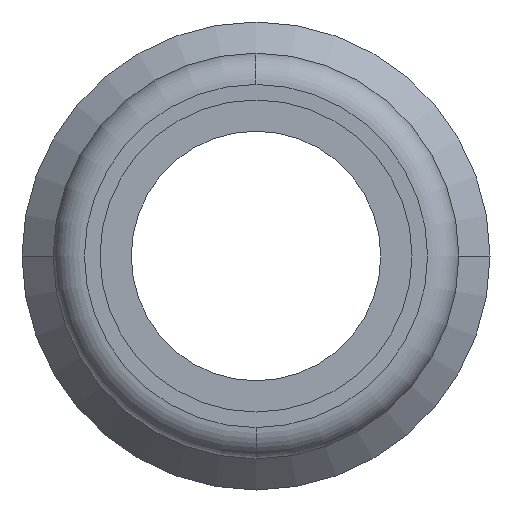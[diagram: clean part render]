
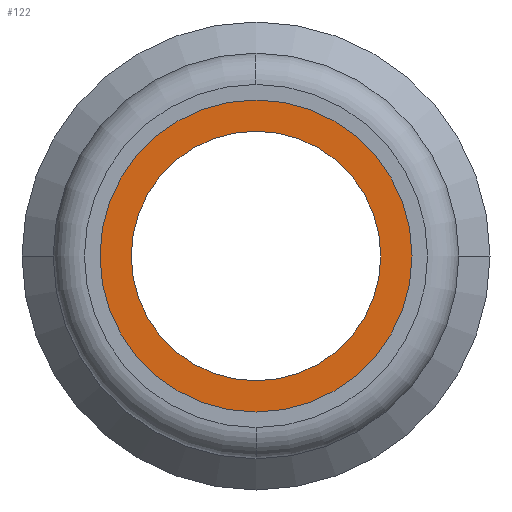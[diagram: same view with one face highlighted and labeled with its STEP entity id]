
A CAD part, front view. The second image highlights one B-rep face of the part: STEP entity #122.
In plain terms, the highlighted planar face has unit normal (0, -1, 0).
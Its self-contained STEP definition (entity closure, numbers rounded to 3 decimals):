
#122=ADVANCED_FACE('',(#273,#274),#275,.F.);
#273=FACE_OUTER_BOUND('',#452,.T.);
#274=FACE_BOUND('',#453,.T.);
#275=PLANE('',#454);
#452=EDGE_LOOP('',(#733,#734));
#453=EDGE_LOOP('',(#735,#736));
#454=AXIS2_PLACEMENT_3D('',#737,#738,#739);
#733=ORIENTED_EDGE('',*,*,#1023,.F.);
#734=ORIENTED_EDGE('',*,*,#1084,.F.);
#735=ORIENTED_EDGE('',*,*,#1085,.T.);
#736=ORIENTED_EDGE('',*,*,#1086,.T.);
#737=CARTESIAN_POINT('',(0.0,22.0,0.0));
#738=DIRECTION('',(-0.0,1.0,0.0));
#739=DIRECTION('',(1.0,0.0,0.0));
#1023=EDGE_CURVE('',#1209,#1212,#1213,.T.);
#1084=EDGE_CURVE('',#1212,#1209,#1303,.T.);
#1085=EDGE_CURVE('',#1304,#1305,#1306,.T.);
#1086=EDGE_CURVE('',#1305,#1304,#1307,.T.);
#1209=VERTEX_POINT('',#1451);
#1212=VERTEX_POINT('',#1455);
#1213=CIRCLE('',#1456,5.0);
#1303=CIRCLE('',#1561,5.0);
#1304=VERTEX_POINT('',#1562);
#1305=VERTEX_POINT('',#1563);
#1306=CIRCLE('',#1564,4.0);
#1307=CIRCLE('',#1565,4.0);
#1451=CARTESIAN_POINT('',(5.0,22.0,0.0));
#1455=CARTESIAN_POINT('',(-5.0,22.0,0.));
#1456=AXIS2_PLACEMENT_3D('',#1713,#1714,#1715);
#1561=AXIS2_PLACEMENT_3D('',#1818,#1819,#1820);
#1562=CARTESIAN_POINT('',(-4.0,22.0,0.));
#1563=CARTESIAN_POINT('',(4.0,22.0,0.));
#1564=AXIS2_PLACEMENT_3D('',#1821,#1822,#1823);
#1565=AXIS2_PLACEMENT_3D('',#1824,#1825,#1826);
#1713=CARTESIAN_POINT('',(0.0,22.0,0.0));
#1714=DIRECTION('',(-0.0,1.0,0.0));
#1715=DIRECTION('',(1.0,0.0,0.0));
#1818=CARTESIAN_POINT('',(0.0,22.0,0.0));
#1819=DIRECTION('',(-0.0,1.0,0.0));
#1820=DIRECTION('',(1.0,0.0,0.0));
#1821=CARTESIAN_POINT('',(0.0,22.0,0.0));
#1822=DIRECTION('',(-0.0,1.0,0.0));
#1823=DIRECTION('',(1.0,0.0,0.0));
#1824=CARTESIAN_POINT('',(0.0,22.0,0.0));
#1825=DIRECTION('',(-0.0,1.0,0.0));
#1826=DIRECTION('',(1.0,0.0,0.0));
